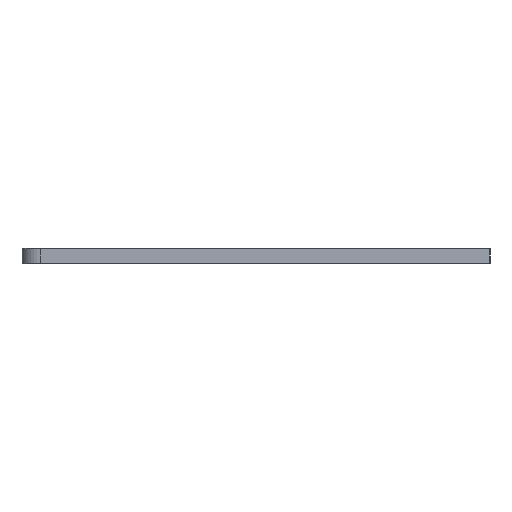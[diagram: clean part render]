
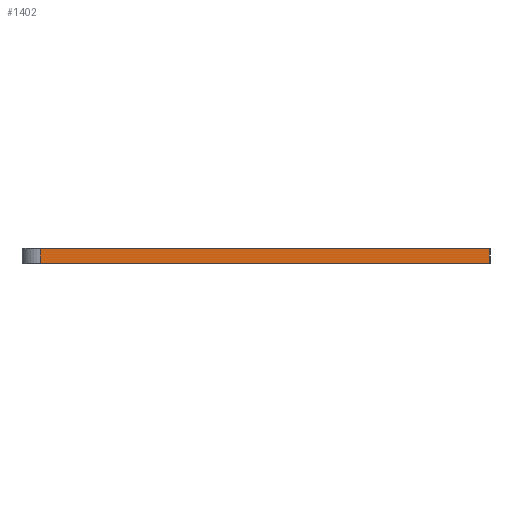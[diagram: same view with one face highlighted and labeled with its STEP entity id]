
A CAD part, left-side view. The second image highlights one B-rep face of the part: STEP entity #1402.
In plain terms, the highlighted planar face has unit normal (-1, 0, 0).
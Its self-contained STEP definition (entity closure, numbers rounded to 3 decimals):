
#194=FACE_OUTER_BOUND('',#289,.T.);
#289=EDGE_LOOP('',(#1173,#1174,#1175,#1176));
#354=LINE('',#2143,#483);
#359=LINE('',#2158,#488);
#395=LINE('',#2338,#524);
#419=LINE('',#2460,#548);
#483=VECTOR('',#1660,10.);
#488=VECTOR('',#1673,10.);
#524=VECTOR('',#1773,10.);
#548=VECTOR('',#1837,10.);
#613=VERTEX_POINT('',#2075);
#622=VERTEX_POINT('',#2139);
#625=VERTEX_POINT('',#2154);
#650=VERTEX_POINT('',#2332);
#751=EDGE_CURVE('',#613,#622,#354,.T.);
#758=EDGE_CURVE('',#622,#625,#359,.T.);
#807=EDGE_CURVE('',#650,#613,#395,.T.);
#839=EDGE_CURVE('',#625,#650,#419,.T.);
#1173=ORIENTED_EDGE('',*,*,#807,.F.);
#1174=ORIENTED_EDGE('',*,*,#839,.F.);
#1175=ORIENTED_EDGE('',*,*,#758,.F.);
#1176=ORIENTED_EDGE('',*,*,#751,.F.);
#1333=PLANE('',#1526);
#1402=ADVANCED_FACE('',(#194),#1333,.T.);
#1526=AXIS2_PLACEMENT_3D('',#2530,#1861,#1862);
#1660=DIRECTION('',(0.,0.,-1.));
#1673=DIRECTION('',(0.,1.,0.));
#1773=DIRECTION('',(0.,-1.,0.));
#1837=DIRECTION('',(0.,0.,1.));
#1861=DIRECTION('center_axis',(-1.,0.,0.));
#1862=DIRECTION('ref_axis',(0.,-1.,0.));
#2075=CARTESIAN_POINT('',(-174.475,47.438,49.75));
#2139=CARTESIAN_POINT('',(-174.475,47.438,47.3));
#2143=CARTESIAN_POINT('',(-174.475,47.438,23.6));
#2154=CARTESIAN_POINT('',(-174.475,124.331,47.3));
#2158=CARTESIAN_POINT('',(-174.475,132.098,47.3));
#2332=CARTESIAN_POINT('',(-174.475,124.331,49.75));
#2338=CARTESIAN_POINT('',(-174.475,59.056,49.75));
#2460=CARTESIAN_POINT('',(-174.475,124.331,0.));
#2530=CARTESIAN_POINT('Origin',(-174.475,127.431,0.));
